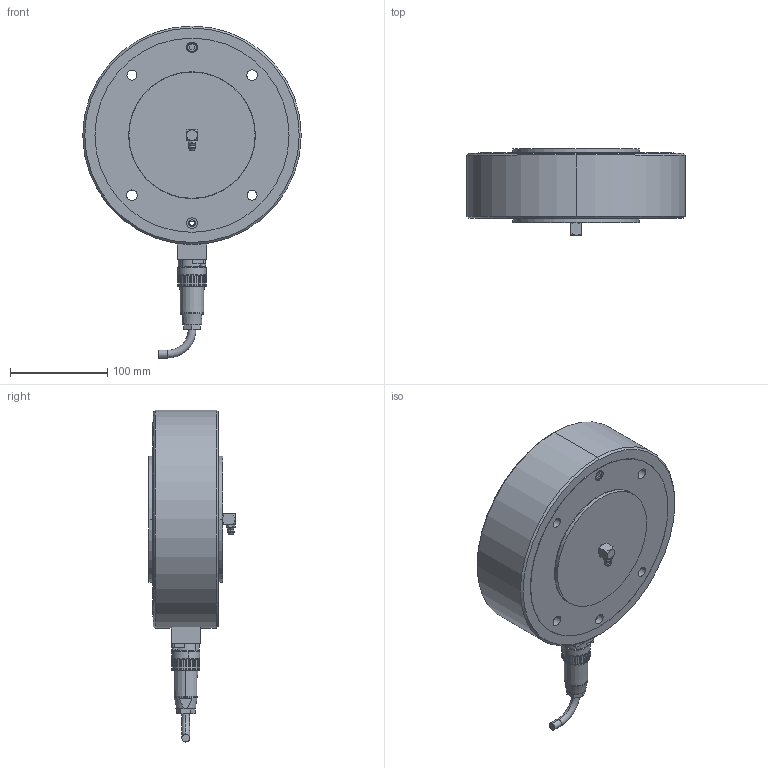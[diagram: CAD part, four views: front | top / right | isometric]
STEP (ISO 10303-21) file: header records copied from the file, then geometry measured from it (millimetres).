
FILE_DESCRIPTION (( 'STEP AP203' ), '1' );
FILE_NAME ('31102016_stp_-.step', '2020-02-17T13:57:00', ( '' ), ( '' ), 'SwSTEP 2.0', 'SolidWorks 2018', '' );
FILE_SCHEMA (( 'CONFIG_CONTROL_DESIGN' ));
Length unit declared in the file: millimetre
Products named in the file (18): 49027_01; Zyl-Schr DIN912_M6x60; 49380_01; Si-Ring DIN472_D80x2.5; 31101675_01; PRL_21307_01; 31101677_V-045A; 49651-05_stp_01; 49531_01; Flanschstecker_Kunstst_7Pol_01; Schmiernippel_M10x1_90Grad; Kabeldose_Kunstst_7pol_01; 43404.02_01; 48072_01; Zyl-Schr DIN912_M3x25; 31102016_stp_-; 49651-04_stp_01; 48071_01
Assembly tree (19 placements, depth 3):
  31102016_stp_-
    49651-05_stp_01
      49651-04_stp_01
      49027_01
      Flanschstecker_Kunstst_7Pol_01
      Kabeldose_Kunstst_7pol_01
      Zyl-Schr DIN912_M3x25  x2
      Si-Ring DIN472_D80x2.5
    43404.02_01  x2
    49531_01
    48071_01
    48072_01
    31101677_V-045A
    31101675_01
    PRL_21307_01
    Zyl-Schr DIN912_M6x60
    49380_01
    Schmiernippel_M10x1_90Grad
Bounding box: 225 x 88.9 x 342 mm (x, y, z)
Volume: 2433050.7 mm3; surface area: 456624 mm2
Topology: 50 solids, 50 shells, 856 faces, 1993 edges, 1259 vertices
Faces by surface type: cylinder 344, plane 239, torus 214, cone 57, sphere 2
Entity records: 26630 total; most frequent: CARTESIAN_POINT 5337, DIRECTION 4528, ORIENTED_EDGE 3740, AXIS2_PLACEMENT_3D 1958, EDGE_CURVE 1870, VERTEX_POINT 1183, CIRCLE 1122, EDGE_LOOP 931
